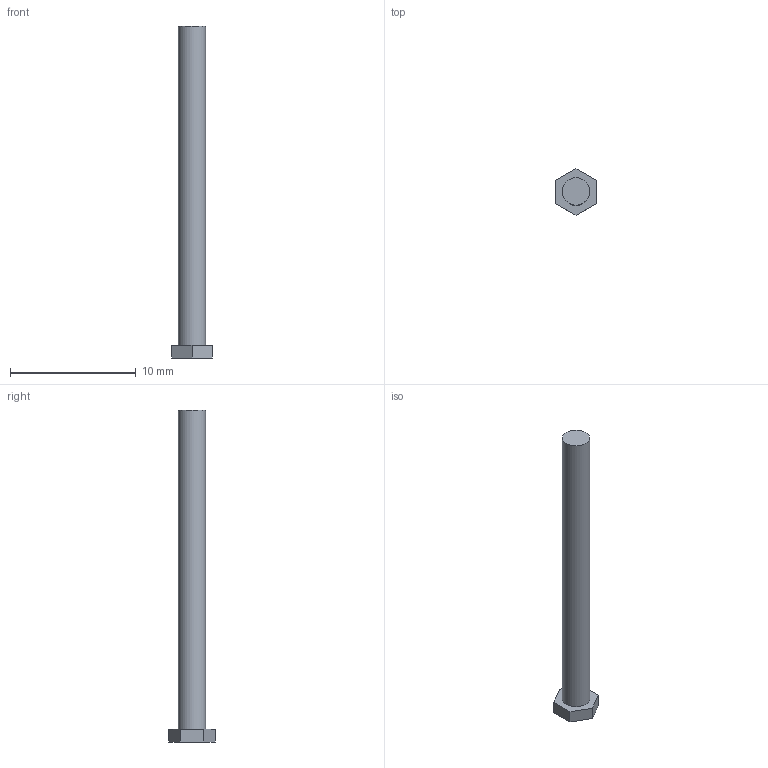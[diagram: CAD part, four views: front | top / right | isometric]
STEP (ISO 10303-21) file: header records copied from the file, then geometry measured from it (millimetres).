
FILE_DESCRIPTION(('Open CASCADE Model'),'2;1');
FILE_NAME('Open CASCADE Shape Model','2013-05-16T16:12:47',('Author'),( 'Open CASCADE'),'Open CASCADE STEP processor 6.5','Open CASCADE 6.5' ,'Unknown');
FILE_SCHEMA(('AUTOMOTIVE_DESIGN_CC2 { 1 2 10303 214 -1 1 5 4 }'));
Length unit declared in the file: millimetre
Products named in the file (1): 1in_no2_screw
Bounding box: 3.2 x 3.69 x 26.4 mm (x, y, z)
Volume: 103.7 mm3; surface area: 202.8 mm2
Topology: 1 solids, 1 shells, 10 faces, 21 edges, 14 vertices
Faces by surface type: plane 9, cylinder 1
Full cylindrical faces by diameter (mm): 2.18 x1
Entity records: 564 total; most frequent: CARTESIAN_POINT 94, DIRECTION 86, LINE 59, VECTOR 59, ORIENTED_EDGE 42, PCURVE 42, DEFINITIONAL_REPRESENTATION 42, EDGE_CURVE 21
